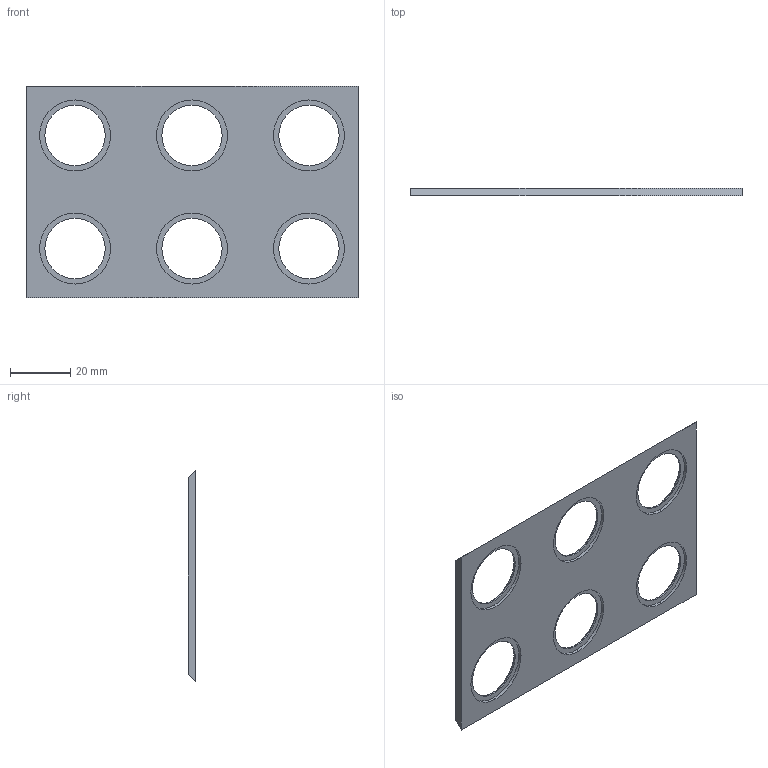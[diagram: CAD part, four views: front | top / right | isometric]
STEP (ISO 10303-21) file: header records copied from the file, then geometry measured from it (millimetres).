
FILE_DESCRIPTION (( 'STEP AP214' ), '1' );
FILE_NAME ('Silinge_Holder_TopPlate.STEP', '2021-08-16T15:17:29', ( '' ), ( '' ), 'SwSTEP 2.0', 'SolidWorks 2020', '' );
FILE_SCHEMA (( 'AUTOMOTIVE_DESIGN' ));
Length unit declared in the file: millimetre
Products named in the file (1): Silinge_Holder_TopPlate
Bounding box: 110 x 2.5 x 70 mm (x, y, z)
Volume: 12937.9 mm3; surface area: 12990.8 mm2
Topology: 1 solids, 1 shells, 48 faces, 108 edges, 68 vertices
Faces by surface type: cylinder 24, cone 12, plane 12
Entity records: 1414 total; most frequent: DIRECTION 266, CARTESIAN_POINT 225, ORIENTED_EDGE 216, AXIS2_PLACEMENT_3D 109, EDGE_CURVE 108, VERTEX_POINT 68, EDGE_LOOP 66, CIRCLE 60
